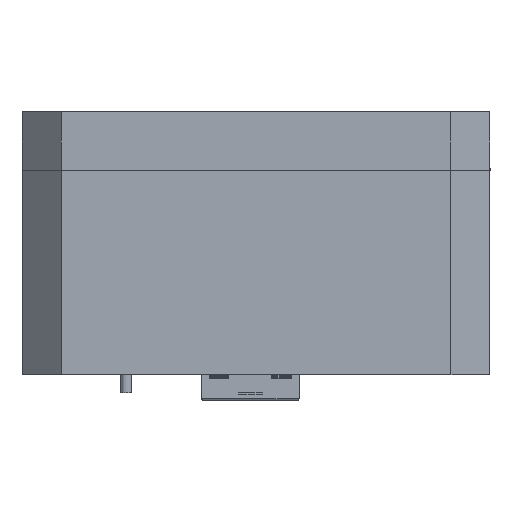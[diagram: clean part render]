
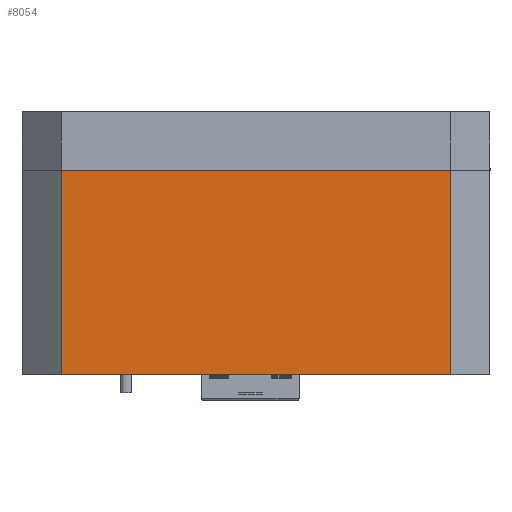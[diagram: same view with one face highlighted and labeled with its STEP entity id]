
A CAD part, left-side view. The second image highlights one B-rep face of the part: STEP entity #8054.
In plain terms, the highlighted planar face has unit normal (-1, 0, 0).
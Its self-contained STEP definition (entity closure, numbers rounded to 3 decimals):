
#1414=FACE_OUTER_BOUND('',#1891,.T.);
#1891=EDGE_LOOP('',(#5992,#5993,#5994,#5995));
#2445=LINE('',#12963,#2904);
#2455=LINE('',#12990,#2914);
#2457=LINE('',#12994,#2916);
#2458=LINE('',#12995,#2917);
#2904=VECTOR('',#10087,10.);
#2914=VECTOR('',#10107,10.);
#2916=VECTOR('',#10111,10.);
#2917=VECTOR('',#10112,10.);
#3382=VERTEX_POINT('',#12960);
#3383=VERTEX_POINT('',#12962);
#3395=VERTEX_POINT('',#12988);
#3396=VERTEX_POINT('',#12993);
#4338=EDGE_CURVE('',#3382,#3383,#2445,.T.);
#4352=EDGE_CURVE('',#3395,#3382,#2455,.T.);
#4354=EDGE_CURVE('',#3396,#3395,#2457,.T.);
#4355=EDGE_CURVE('',#3383,#3396,#2458,.T.);
#5992=ORIENTED_EDGE('',*,*,#4352,.F.);
#5993=ORIENTED_EDGE('',*,*,#4354,.F.);
#5994=ORIENTED_EDGE('',*,*,#4355,.F.);
#5995=ORIENTED_EDGE('',*,*,#4338,.F.);
#7692=PLANE('',#8773);
#8054=ADVANCED_FACE('',(#1414),#7692,.T.);
#8773=AXIS2_PLACEMENT_3D('',#12992,#10109,#10110);
#10087=DIRECTION('',(0.,1.,0.));
#10107=DIRECTION('',(0.,0.,-1.));
#10109=DIRECTION('center_axis',(-1.,0.,0.));
#10110=DIRECTION('ref_axis',(0.,-1.,0.));
#10111=DIRECTION('',(0.,-1.,0.));
#10112=DIRECTION('',(0.,0.,1.));
#12960=CARTESIAN_POINT('',(19.932,86.686,0.));
#12962=CARTESIAN_POINT('',(19.932,106.686,0.));
#12963=CARTESIAN_POINT('',(19.932,84.686,0.));
#12988=CARTESIAN_POINT('',(19.932,86.686,10.5));
#12990=CARTESIAN_POINT('',(19.932,86.686,0.));
#12992=CARTESIAN_POINT('Origin',(19.932,108.686,0.));
#12993=CARTESIAN_POINT('',(19.932,106.686,10.5));
#12994=CARTESIAN_POINT('',(19.932,84.686,10.5));
#12995=CARTESIAN_POINT('',(19.932,106.686,0.));
